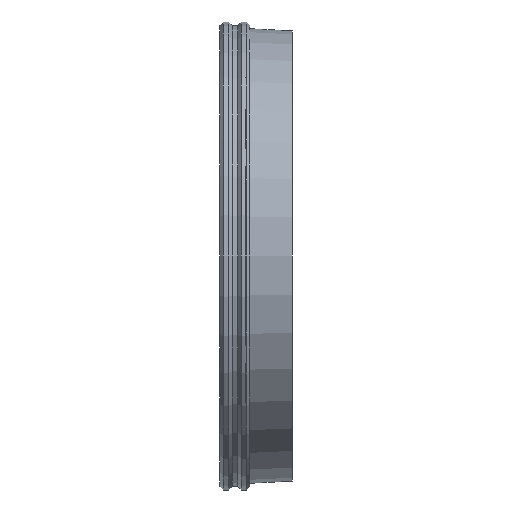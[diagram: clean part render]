
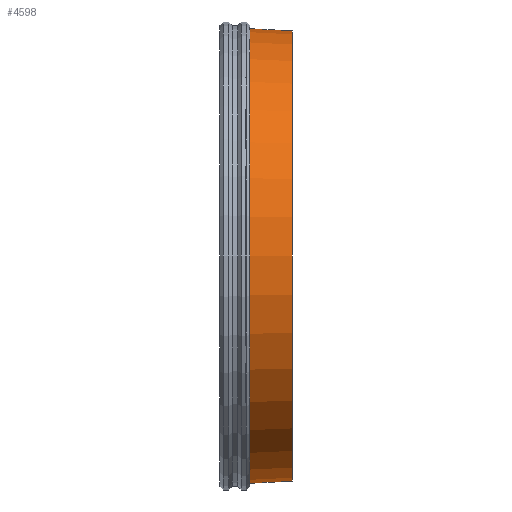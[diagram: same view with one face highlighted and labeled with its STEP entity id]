
A CAD part, left-side view. The second image highlights one B-rep face of the part: STEP entity #4598.
In plain terms, the highlighted conical face has half-angle 3 degrees and reference radius 278.36 mm.
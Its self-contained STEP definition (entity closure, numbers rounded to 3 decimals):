
#25=CONICAL_SURFACE('',#4954,278.36,0.052);
#479=LINE('',#9933,#826);
#826=VECTOR('',#5975,278.36);
#1203=FACE_OUTER_BOUND('',#1478,.T.);
#1478=EDGE_LOOP('',(#4296,#4297,#4298,#4299,#4300,#4301));
#1775=CIRCLE('',#4900,276.997);
#1778=CIRCLE('',#4903,276.997);
#1809=CIRCLE('',#4952,279.722);
#1810=CIRCLE('',#4953,279.722);
#2229=VERTEX_POINT('',#9826);
#2230=VERTEX_POINT('',#9827);
#2263=VERTEX_POINT('',#9928);
#2264=VERTEX_POINT('',#9929);
#2891=EDGE_CURVE('',#2229,#2230,#1775,.T.);
#2895=EDGE_CURVE('',#2230,#2229,#1778,.T.);
#2941=EDGE_CURVE('',#2263,#2264,#1809,.T.);
#2942=EDGE_CURVE('',#2264,#2263,#1810,.T.);
#2943=EDGE_CURVE('',#2230,#2264,#479,.T.);
#4296=ORIENTED_EDGE('',*,*,#2891,.F.);
#4297=ORIENTED_EDGE('',*,*,#2895,.F.);
#4298=ORIENTED_EDGE('',*,*,#2943,.T.);
#4299=ORIENTED_EDGE('',*,*,#2942,.T.);
#4300=ORIENTED_EDGE('',*,*,#2941,.T.);
#4301=ORIENTED_EDGE('',*,*,#2943,.F.);
#4598=ADVANCED_FACE('',(#1203),#25,.T.);
#4900=AXIS2_PLACEMENT_3D('',#9828,#5849,#5850);
#4903=AXIS2_PLACEMENT_3D('',#9834,#5856,#5857);
#4952=AXIS2_PLACEMENT_3D('',#9930,#5969,#5970);
#4953=AXIS2_PLACEMENT_3D('',#9931,#5971,#5972);
#4954=AXIS2_PLACEMENT_3D('',#9932,#5973,#5974);
#5849=DIRECTION('center_axis',(0.,-1.,0.));
#5850=DIRECTION('ref_axis',(1.,0.,0.));
#5856=DIRECTION('center_axis',(0.,-1.,0.));
#5857=DIRECTION('ref_axis',(1.,0.,0.));
#5969=DIRECTION('center_axis',(0.,-1.,0.));
#5970=DIRECTION('ref_axis',(1.,0.,0.));
#5971=DIRECTION('center_axis',(0.,-1.,0.));
#5972=DIRECTION('ref_axis',(1.,0.,0.));
#5973=DIRECTION('center_axis',(0.,1.,0.));
#5974=DIRECTION('ref_axis',(1.,0.,0.));
#5975=DIRECTION('',(-0.052,0.999,0.));
#9826=CARTESIAN_POINT('',(276.997,0.,0.));
#9827=CARTESIAN_POINT('',(-276.997,0.,0.));
#9828=CARTESIAN_POINT('Origin',(0.,0.,0.));
#9834=CARTESIAN_POINT('Origin',(0.,0.,0.));
#9928=CARTESIAN_POINT('',(279.722,52.,0.));
#9929=CARTESIAN_POINT('',(-279.722,52.,0.));
#9930=CARTESIAN_POINT('Origin',(0.,52.,0.));
#9931=CARTESIAN_POINT('Origin',(0.,52.,0.));
#9932=CARTESIAN_POINT('Origin',(0.,26.,0.));
#9933=CARTESIAN_POINT('',(-278.36,26.,0.));
